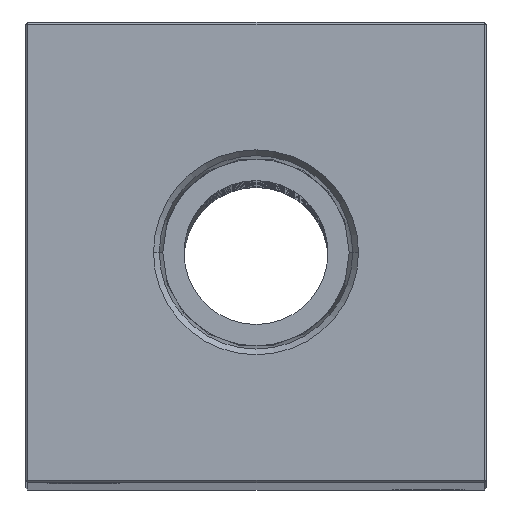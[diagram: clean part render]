
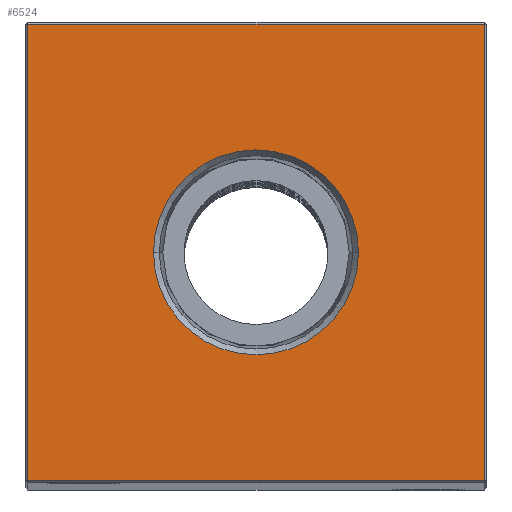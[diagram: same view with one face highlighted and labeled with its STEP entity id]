
A CAD part, top view. The second image highlights one B-rep face of the part: STEP entity #6524.
In plain terms, the highlighted planar face has unit normal (0, 0, 1).
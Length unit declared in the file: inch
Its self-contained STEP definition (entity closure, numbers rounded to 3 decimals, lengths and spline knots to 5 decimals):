
#1233 = VERTEX_POINT ( 'NONE', #8964 ) ;
#3186 = LINE ( 'NONE', #7847, #8851 ) ;
#3429 = ORIENTED_EDGE ( 'NONE', *, *, #17957, .T. ) ;
#3873 = CIRCLE ( 'NONE', #7051, 0.44487 ) ;
#4111 = CARTESIAN_POINT ( 'NONE',  ( 0.44487, 0., 18.25 ) ) ;
#4313 = CARTESIAN_POINT ( 'NONE',  ( 0., 0., 18.25 ) ) ;
#6443 = DIRECTION ( 'NONE',  ( -1., 0., 0. ) ) ;
#6460 = DIRECTION ( 'NONE',  ( 1., 0., 0. ) ) ;
#6524 = ADVANCED_FACE ( 'NONE', ( #21364, #28045 ), #25772, .F. ) ;
#6595 = CARTESIAN_POINT ( 'NONE',  ( 0., -0.99, 18.25 ) ) ;
#6601 = VERTEX_POINT ( 'NONE', #20453 ) ;
#6896 = DIRECTION ( 'NONE',  ( -1., 0., 0. ) ) ;
#7051 = AXIS2_PLACEMENT_3D ( 'NONE', #26945, #18682, #12135 ) ;
#7504 = EDGE_CURVE ( 'NONE', #13437, #6601, #26153, .T. ) ;
#7847 = CARTESIAN_POINT ( 'NONE',  ( 0.99, 0., 18.25 ) ) ;
#8177 = EDGE_CURVE ( 'NONE', #26007, #8345, #26162, .T. ) ;
#8345 = VERTEX_POINT ( 'NONE', #4111 ) ;
#8634 = EDGE_LOOP ( 'NONE', ( #18409, #3429, #18981, #19891 ) ) ;
#8851 = VECTOR ( 'NONE', #18383, 39.37008 ) ;
#8964 = CARTESIAN_POINT ( 'NONE',  ( 0.99, -0.99, 18.25 ) ) ;
#9355 = AXIS2_PLACEMENT_3D ( 'NONE', #4313, #10403, #6443 ) ;
#9918 = DIRECTION ( 'NONE',  ( 1., 0., 0. ) ) ;
#10403 = DIRECTION ( 'NONE',  ( 0., 0., -1. ) ) ;
#11748 = EDGE_CURVE ( 'NONE', #8345, #26007, #3873, .T. ) ;
#12135 = DIRECTION ( 'NONE',  ( 1., 0., 0. ) ) ;
#12168 = EDGE_CURVE ( 'NONE', #1233, #25669, #3186, .T. ) ;
#13437 = VERTEX_POINT ( 'NONE', #24036 ) ;
#14243 = CARTESIAN_POINT ( 'NONE',  ( 0.99, 0.99, 18.25 ) ) ;
#14424 = VECTOR ( 'NONE', #6460, 39.37008 ) ;
#15356 = DIRECTION ( 'NONE',  ( 0., -1., 0. ) ) ;
#16625 = VECTOR ( 'NONE', #15356, 39.37008 ) ;
#16629 = CARTESIAN_POINT ( 'NONE',  ( -0.44487, 0., 18.25 ) ) ;
#17843 = LINE ( 'NONE', #20244, #20184 ) ;
#17914 = CARTESIAN_POINT ( 'NONE',  ( -0.99, 0., 18.25 ) ) ;
#17957 = EDGE_CURVE ( 'NONE', #6601, #1233, #21241, .T. ) ;
#18383 = DIRECTION ( 'NONE',  ( 0., 1., 0. ) ) ;
#18409 = ORIENTED_EDGE ( 'NONE', *, *, #7504, .T. ) ;
#18682 = DIRECTION ( 'NONE',  ( 0., 0., 1. ) ) ;
#18869 = DIRECTION ( 'NONE',  ( 0., 0., 1. ) ) ;
#18981 = ORIENTED_EDGE ( 'NONE', *, *, #12168, .T. ) ;
#19214 = EDGE_LOOP ( 'NONE', ( #24374, #19681 ) ) ;
#19364 = AXIS2_PLACEMENT_3D ( 'NONE', #21004, #18869, #9918 ) ;
#19681 = ORIENTED_EDGE ( 'NONE', *, *, #8177, .F. ) ;
#19891 = ORIENTED_EDGE ( 'NONE', *, *, #23071, .T. ) ;
#20184 = VECTOR ( 'NONE', #6896, 39.37008 ) ;
#20244 = CARTESIAN_POINT ( 'NONE',  ( 0., 0.99, 18.25 ) ) ;
#20453 = CARTESIAN_POINT ( 'NONE',  ( -0.99, -0.99, 18.25 ) ) ;
#21004 = CARTESIAN_POINT ( 'NONE',  ( 0., 0., 18.25 ) ) ;
#21241 = LINE ( 'NONE', #6595, #14424 ) ;
#21364 = FACE_OUTER_BOUND ( 'NONE', #8634, .T. ) ;
#23071 = EDGE_CURVE ( 'NONE', #25669, #13437, #17843, .T. ) ;
#24036 = CARTESIAN_POINT ( 'NONE',  ( -0.99, 0.99, 18.25 ) ) ;
#24374 = ORIENTED_EDGE ( 'NONE', *, *, #11748, .F. ) ;
#25669 = VERTEX_POINT ( 'NONE', #14243 ) ;
#25772 = PLANE ( 'NONE',  #9355 ) ;
#26007 = VERTEX_POINT ( 'NONE', #16629 ) ;
#26153 = LINE ( 'NONE', #17914, #16625 ) ;
#26162 = CIRCLE ( 'NONE', #19364, 0.44487 ) ;
#26945 = CARTESIAN_POINT ( 'NONE',  ( 0., 0., 18.25 ) ) ;
#28045 = FACE_BOUND ( 'NONE', #19214, .T. ) ;
